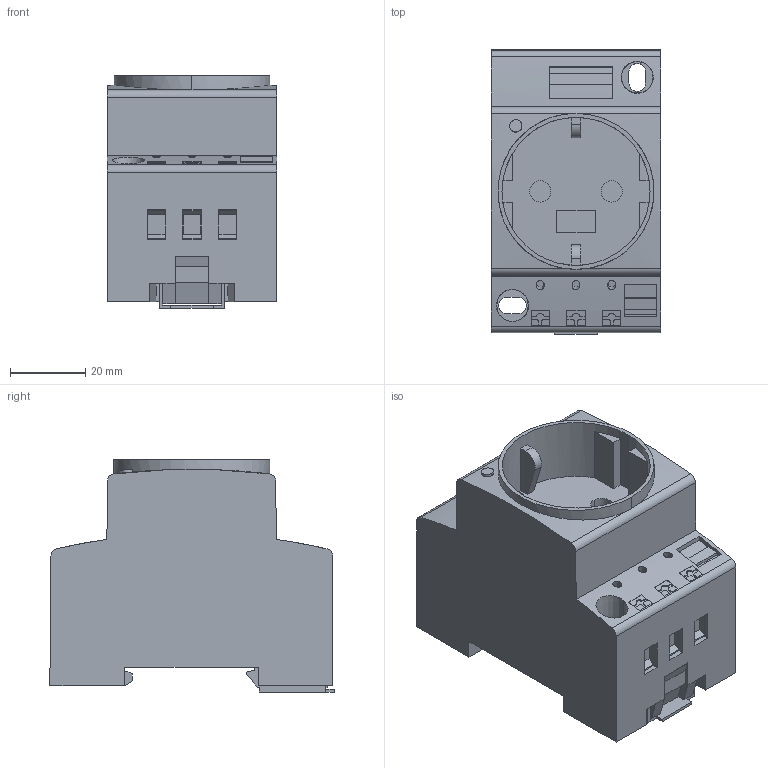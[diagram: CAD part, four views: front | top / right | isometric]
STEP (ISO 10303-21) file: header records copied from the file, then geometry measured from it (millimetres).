
FILE_DESCRIPTION(('Creo Elements/Direct Modeling STEP Export'),'2;1');
FILE_NAME('model.stp','2020-09-04T 0:24:34',(''),(''),'Creo Elements/Direct Modeling STEP processor for AP214 (Solid Model)','Creo Elements/Direct Modeling 20.1A 29-Sep-2018 (C) Parametric Technology GmbH','');
FILE_SCHEMA(('AUTOMOTIVE_DESIGN { 1 0 10303 214 1 1 1 1 }'));
Length unit declared in the file: millimetre
Products named in the file (2): 0804041_EO_CF_PT_LED_GN-select
Assembly tree (1 placements, depth 2):
  0804041_EO_CF_PT_LED_GN-select
    0804041_EO_CF_PT_LED_GN-select
Bounding box: 45 x 75.48 x 61.64 mm (x, y, z)
Volume: 138078.7 mm3; surface area: 25838.9 mm2
Topology: 1 solids, 1 shells, 255 faces, 693 edges, 460 vertices
Faces by surface type: plane 200, cylinder 28, extrusion 23, cone 4
Entity records: 12389 total; most frequent: CARTESIAN_POINT 5502, ORIENTED_EDGE 1386, DIRECTION 1071, EDGE_CURVE 693, VECTOR 543, LINE 519, VERTEX_POINT 460, EDGE_LOOP 281
